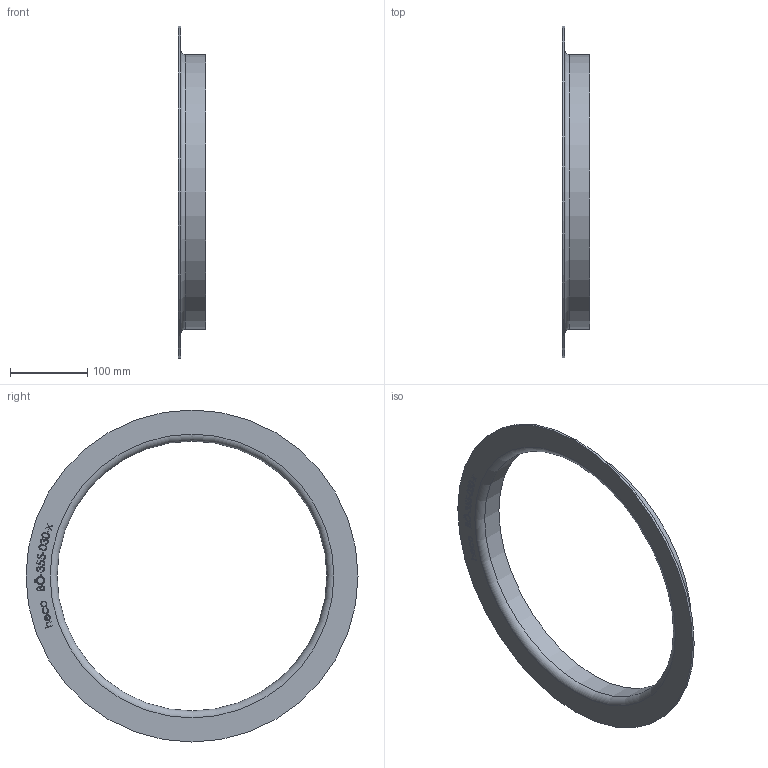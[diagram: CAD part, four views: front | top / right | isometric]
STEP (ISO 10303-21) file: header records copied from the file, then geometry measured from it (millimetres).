
FILE_DESCRIPTION (( 'STEP AP214' ), '1' );
FILE_NAME ('BÖ-355-030-x Vorschweissbördel 2012.STEP', '2020-12-07T09:28:35', ( '' ), ( '' ), 'SwSTEP 2.0', 'SolidWorks 2019', '' );
FILE_SCHEMA (( 'AUTOMOTIVE_DESIGN' ));
Length unit declared in the file: millimetre
Products named in the file (1): BÖ-355-030-x Vorschweissbördel 2012
Bounding box: 35 x 430 x 430 mm (x, y, z)
Volume: 243401.5 mm3; surface area: 169655.4 mm2
Topology: 1 solids, 1 shells, 219 faces, 571 edges, 380 vertices
Faces by surface type: bspline 122, plane 92, cylinder 3, torus 2
Full cylindrical faces by diameter (mm): 349.6 x1, 355.6 x1, 430 x1
Entity records: 15750 total; most frequent: CARTESIAN_POINT 8936, ORIENTED_EDGE 1132, EDGE_CURVE 566, DIRECTION 526, VERTEX_POINT 380, VECTOR 314, LINE 314, EDGE_LOOP 252
